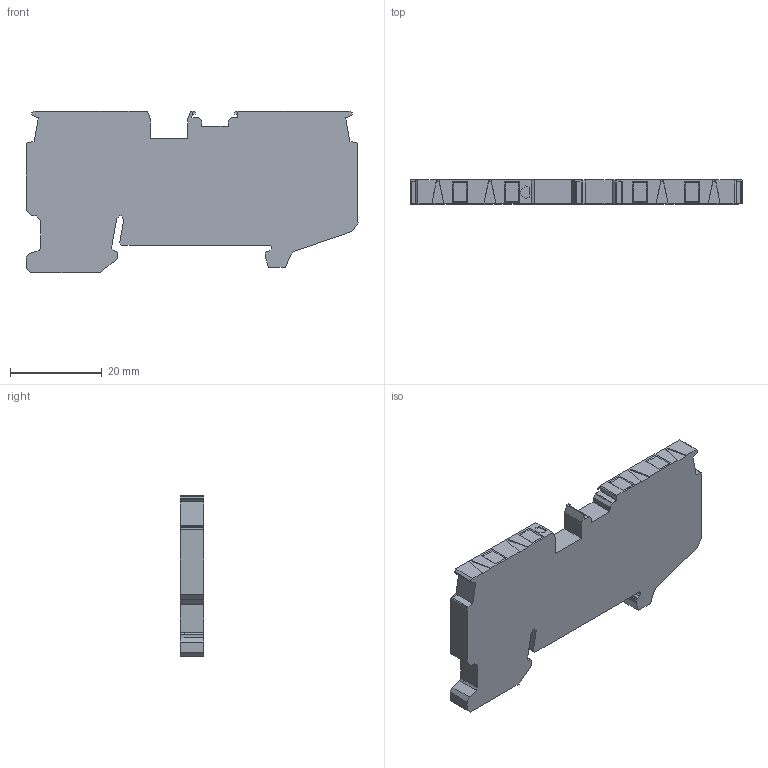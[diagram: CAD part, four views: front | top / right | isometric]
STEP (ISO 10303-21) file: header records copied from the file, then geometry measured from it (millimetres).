
FILE_DESCRIPTION( ('This file contains a STEP AP42 implementation' ,'as created by ZW3D STEP Interface translator.') ,'2;1' );
FILE_NAME( 'GUV2.5-104-XX-00N.stp' ,'2410 9. 853 6', (''), ('ZWCAD Software Co.'), 'Version 1.0', 'ZW3D to STEP translator', '' );
FILE_SCHEMA(('CONFIG_CONTROL_DESIGN'));
Length unit declared in the file: millimetre
Products named in the file (1): 0
Bounding box: 72.3 x 5.2 x 35.25 mm (x, y, z)
Volume: 10901.4 mm3; surface area: 5551 mm2
Topology: 1 solids, 1 shells, 150 faces, 419 edges, 276 vertices
Faces by surface type: bspline 150
Entity records: 5323 total; most frequent: CARTESIAN_POINT 2897, ORIENTED_EDGE 838, EDGE_CURVE 419, B_SPLINE_CURVE_WITH_KNOTS 314, VERTEX_POINT 276, EDGE_LOOP 155, FACE_OUTER_BOUND 150, ADVANCED_FACE 150
